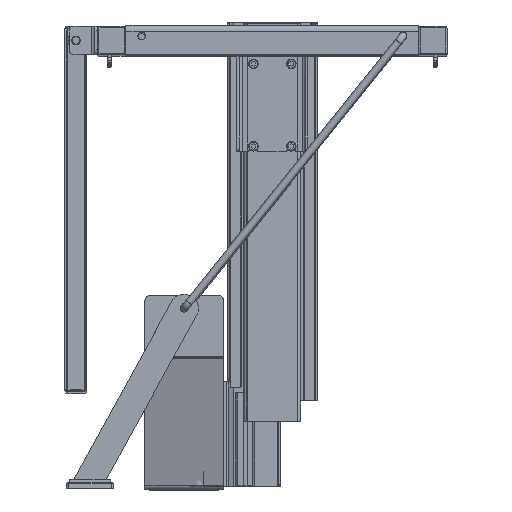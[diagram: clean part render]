
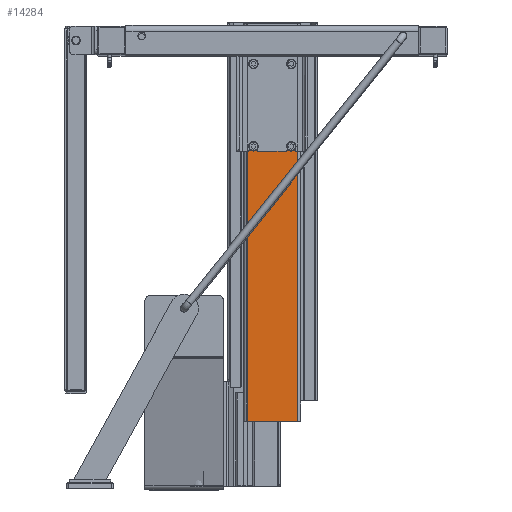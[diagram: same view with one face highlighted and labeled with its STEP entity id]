
A CAD part, top view. The second image highlights one B-rep face of the part: STEP entity #14284.
In plain terms, the highlighted face is planar.
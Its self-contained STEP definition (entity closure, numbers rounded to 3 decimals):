
#614=FACE_BOUND('',#2670,.T.);
#615=FACE_BOUND('',#2671,.T.);
#1050=CIRCLE('',#15653,3.);
#1051=CIRCLE('',#15655,3.);
#1052=CIRCLE('',#15657,2.);
#1053=CIRCLE('',#15660,3.25);
#1054=CIRCLE('',#15663,2.);
#1055=CIRCLE('',#15666,2.);
#1056=CIRCLE('',#15669,3.25);
#1057=CIRCLE('',#15672,2.);
#1744=FACE_OUTER_BOUND('',#2669,.T.);
#2669=EDGE_LOOP('',(#11303,#11304,#11305,#11306,#11307,#11308,#11309,#11310,
#11311,#11312,#11313,#11314,#11315,#11316,#11317,#11318));
#2670=EDGE_LOOP('',(#11319));
#2671=EDGE_LOOP('',(#11320));
#3747=LINE('',#23232,#5094);
#3751=LINE('',#23241,#5098);
#3754=LINE('',#23249,#5101);
#3756=LINE('',#23256,#5103);
#3760=LINE('',#23265,#5107);
#3762=LINE('',#23271,#5109);
#3764=LINE('',#23275,#5111);
#3782=LINE('',#23324,#5129);
#3795=LINE('',#23350,#5142);
#3796=LINE('',#23351,#5143);
#5094=VECTOR('',#18580,10.);
#5098=VECTOR('',#18590,10.);
#5101=VECTOR('',#18599,10.);
#5103=VECTOR('',#18607,10.);
#5107=VECTOR('',#18617,10.);
#5109=VECTOR('',#18625,10.);
#5111=VECTOR('',#18629,10.);
#5129=VECTOR('',#18685,10.);
#5142=VECTOR('',#18716,10.);
#5143=VECTOR('',#18717,10.);
#6482=VERTEX_POINT('',#23150);
#6495=VERTEX_POINT('',#23217);
#6496=VERTEX_POINT('',#23221);
#6497=VERTEX_POINT('',#23225);
#6498=VERTEX_POINT('',#23227);
#6499=VERTEX_POINT('',#23231);
#6500=VERTEX_POINT('',#23235);
#6501=VERTEX_POINT('',#23239);
#6502=VERTEX_POINT('',#23243);
#6503=VERTEX_POINT('',#23247);
#6504=VERTEX_POINT('',#23251);
#6505=VERTEX_POINT('',#23255);
#6506=VERTEX_POINT('',#23259);
#6507=VERTEX_POINT('',#23263);
#6508=VERTEX_POINT('',#23267);
#6509=VERTEX_POINT('',#23273);
#6510=VERTEX_POINT('',#23277);
#6525=VERTEX_POINT('',#23349);
#8136=EDGE_CURVE('',#6495,#6495,#1050,.T.);
#8138=EDGE_CURVE('',#6496,#6496,#1051,.T.);
#8141=EDGE_CURVE('',#6498,#6497,#1052,.T.);
#8143=EDGE_CURVE('',#6499,#6498,#3747,.T.);
#8145=EDGE_CURVE('',#6500,#6499,#1053,.T.);
#8148=EDGE_CURVE('',#6501,#6500,#3751,.T.);
#8149=EDGE_CURVE('',#6502,#6501,#1054,.T.);
#8152=EDGE_CURVE('',#6503,#6502,#3754,.T.);
#8153=EDGE_CURVE('',#6504,#6503,#1055,.T.);
#8155=EDGE_CURVE('',#6505,#6504,#3756,.T.);
#8157=EDGE_CURVE('',#6506,#6505,#1056,.T.);
#8160=EDGE_CURVE('',#6507,#6506,#3760,.T.);
#8161=EDGE_CURVE('',#6508,#6507,#1057,.T.);
#8163=EDGE_CURVE('',#6482,#6508,#3762,.T.);
#8165=EDGE_CURVE('',#6497,#6509,#3764,.T.);
#8190=EDGE_CURVE('',#6510,#6482,#3782,.T.);
#8204=EDGE_CURVE('',#6525,#6509,#3795,.T.);
#8205=EDGE_CURVE('',#6510,#6525,#3796,.T.);
#11303=ORIENTED_EDGE('',*,*,#8165,.T.);
#11304=ORIENTED_EDGE('',*,*,#8204,.F.);
#11305=ORIENTED_EDGE('',*,*,#8205,.F.);
#11306=ORIENTED_EDGE('',*,*,#8190,.T.);
#11307=ORIENTED_EDGE('',*,*,#8163,.T.);
#11308=ORIENTED_EDGE('',*,*,#8161,.T.);
#11309=ORIENTED_EDGE('',*,*,#8160,.T.);
#11310=ORIENTED_EDGE('',*,*,#8157,.T.);
#11311=ORIENTED_EDGE('',*,*,#8155,.T.);
#11312=ORIENTED_EDGE('',*,*,#8153,.T.);
#11313=ORIENTED_EDGE('',*,*,#8152,.T.);
#11314=ORIENTED_EDGE('',*,*,#8149,.T.);
#11315=ORIENTED_EDGE('',*,*,#8148,.T.);
#11316=ORIENTED_EDGE('',*,*,#8145,.T.);
#11317=ORIENTED_EDGE('',*,*,#8143,.T.);
#11318=ORIENTED_EDGE('',*,*,#8141,.T.);
#11319=ORIENTED_EDGE('',*,*,#8138,.T.);
#11320=ORIENTED_EDGE('',*,*,#8136,.T.);
#13571=PLANE('',#15702);
#14284=ADVANCED_FACE('',(#1744,#614,#615),#13571,.F.);
#15653=AXIS2_PLACEMENT_3D('',#23218,#18564,#18565);
#15655=AXIS2_PLACEMENT_3D('',#23222,#18569,#18570);
#15657=AXIS2_PLACEMENT_3D('',#23228,#18575,#18576);
#15660=AXIS2_PLACEMENT_3D('',#23236,#18584,#18585);
#15663=AXIS2_PLACEMENT_3D('',#23244,#18593,#18594);
#15666=AXIS2_PLACEMENT_3D('',#23252,#18602,#18603);
#15669=AXIS2_PLACEMENT_3D('',#23260,#18611,#18612);
#15672=AXIS2_PLACEMENT_3D('',#23268,#18620,#18621);
#15702=AXIS2_PLACEMENT_3D('',#23348,#18714,#18715);
#18564=DIRECTION('center_axis',(0.,-1.,0.));
#18565=DIRECTION('ref_axis',(0.,0.,-1.));
#18569=DIRECTION('center_axis',(0.,-1.,0.));
#18570=DIRECTION('ref_axis',(0.,0.,-1.));
#18575=DIRECTION('center_axis',(0.,-1.,0.));
#18576=DIRECTION('ref_axis',(-0.707,0.,-0.707));
#18580=DIRECTION('',(0.,0.,-1.));
#18584=DIRECTION('center_axis',(0.,1.,0.));
#18585=DIRECTION('ref_axis',(-1.,0.,0.));
#18590=DIRECTION('',(0.,0.,1.));
#18593=DIRECTION('center_axis',(0.,-1.,0.));
#18594=DIRECTION('ref_axis',(0.707,0.,-0.707));
#18599=DIRECTION('',(1.,0.,0.));
#18602=DIRECTION('center_axis',(0.,-1.,0.));
#18603=DIRECTION('ref_axis',(-0.707,0.,-0.707));
#18607=DIRECTION('',(0.,0.,-1.));
#18611=DIRECTION('center_axis',(0.,1.,0.));
#18612=DIRECTION('ref_axis',(-1.,0.,0.));
#18617=DIRECTION('',(0.,0.,1.));
#18620=DIRECTION('center_axis',(0.,-1.,0.));
#18621=DIRECTION('ref_axis',(0.707,0.,-0.707));
#18625=DIRECTION('',(1.,0.,0.));
#18629=DIRECTION('',(1.,0.,0.));
#18685=DIRECTION('',(0.,0.,1.));
#18714=DIRECTION('center_axis',(0.,-1.,0.));
#18715=DIRECTION('ref_axis',(0.,0.,-1.));
#18716=DIRECTION('',(0.,0.,1.));
#18717=DIRECTION('',(1.,0.,0.));
#23150=CARTESIAN_POINT('',(-26.7,656.,285.));
#23217=CARTESIAN_POINT('',(-20.,656.,293.));
#23218=CARTESIAN_POINT('Origin',(-20.,656.,290.));
#23221=CARTESIAN_POINT('',(20.,656.,293.));
#23222=CARTESIAN_POINT('Origin',(20.,656.,290.));
#23225=CARTESIAN_POINT('',(25.25,656.,285.));
#23227=CARTESIAN_POINT('',(23.25,656.,287.));
#23228=CARTESIAN_POINT('Origin',(25.25,656.,287.));
#23231=CARTESIAN_POINT('',(23.25,656.,290.));
#23232=CARTESIAN_POINT('',(23.25,656.,247.25));
#23235=CARTESIAN_POINT('',(16.75,656.,290.));
#23236=CARTESIAN_POINT('Origin',(20.,656.,290.));
#23239=CARTESIAN_POINT('',(16.75,656.,287.));
#23241=CARTESIAN_POINT('',(16.75,656.,250.));
#23243=CARTESIAN_POINT('',(14.75,656.,285.));
#23244=CARTESIAN_POINT('Origin',(14.75,656.,287.));
#23247=CARTESIAN_POINT('',(-14.75,656.,285.));
#23249=CARTESIAN_POINT('',(-18.75,656.,285.));
#23251=CARTESIAN_POINT('',(-16.75,656.,287.));
#23252=CARTESIAN_POINT('Origin',(-14.75,656.,287.));
#23255=CARTESIAN_POINT('',(-16.75,656.,290.));
#23256=CARTESIAN_POINT('',(-16.75,656.,247.25));
#23259=CARTESIAN_POINT('',(-23.25,656.,290.));
#23260=CARTESIAN_POINT('Origin',(-20.,656.,290.));
#23263=CARTESIAN_POINT('',(-23.25,656.,287.));
#23265=CARTESIAN_POINT('',(-23.25,656.,250.));
#23267=CARTESIAN_POINT('',(-25.25,656.,285.));
#23268=CARTESIAN_POINT('Origin',(-25.25,656.,287.));
#23271=CARTESIAN_POINT('',(-18.75,656.,285.));
#23273=CARTESIAN_POINT('',(26.7,656.,285.));
#23275=CARTESIAN_POINT('',(-18.75,656.,285.));
#23277=CARTESIAN_POINT('',(-26.7,656.,0.));
#23324=CARTESIAN_POINT('',(-26.7,656.,210.));
#23348=CARTESIAN_POINT('Origin',(0.,656.,210.));
#23349=CARTESIAN_POINT('',(26.7,656.,0.));
#23350=CARTESIAN_POINT('',(26.7,656.,210.));
#23351=CARTESIAN_POINT('',(29.37,656.,0.));
